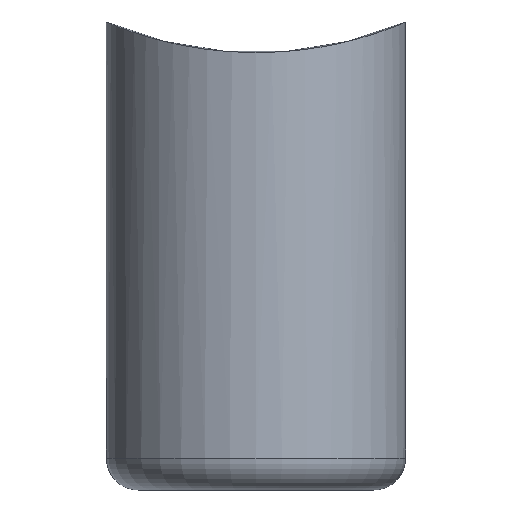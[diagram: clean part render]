
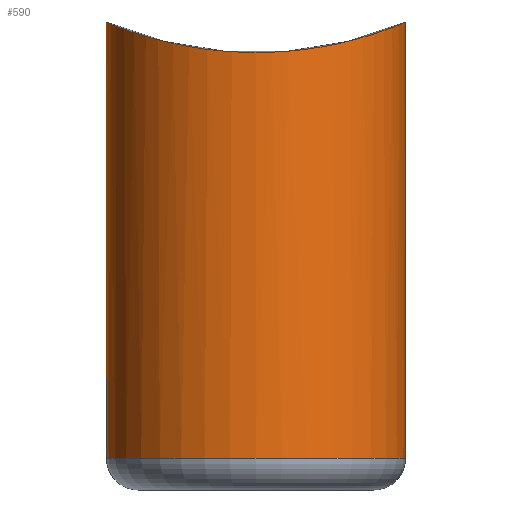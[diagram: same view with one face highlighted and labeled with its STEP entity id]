
A CAD part, front view. The second image highlights one B-rep face of the part: STEP entity #590.
In plain terms, the highlighted cylindrical face has radius 10.16 mm (diameter 20.32 mm), a partial arc.
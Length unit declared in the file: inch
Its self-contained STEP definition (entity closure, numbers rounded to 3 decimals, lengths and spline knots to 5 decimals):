
#18=B_SPLINE_CURVE_WITH_KNOTS('',3,(#944,#945,#946,#947,#948,#949,#950,
#951,#952,#953),.UNSPECIFIED.,.F.,.F.,(4,2,2,2,4),(1.54906,1.93615,
2.32324,2.71068,3.09813),.UNSPECIFIED.);
#19=B_SPLINE_CURVE_WITH_KNOTS('',3,(#954,#955,#956,#957,#958,#959,#960,
#961,#962,#963),.UNSPECIFIED.,.F.,.F.,(4,2,2,2,4),(3.09813,3.48558,
3.87302,4.26011,4.64719),.UNSPECIFIED.);
#29=CYLINDRICAL_SURFACE('',#652,0.4);
#50=CIRCLE('',#648,0.4);
#77=FACE_OUTER_BOUND('',#112,.T.);
#112=EDGE_LOOP('',(#457,#458,#459,#460,#461,#462,#463));
#157=LINE('',#919,#212);
#161=LINE('',#965,#216);
#166=LINE('',#983,#221);
#167=LINE('',#984,#222);
#212=VECTOR('',#728,0.3937);
#216=VECTOR('',#754,0.3937);
#221=VECTOR('',#771,0.3937);
#222=VECTOR('',#772,0.3937);
#259=VERTEX_POINT('',#896);
#268=VERTEX_POINT('',#917);
#269=VERTEX_POINT('',#921);
#275=VERTEX_POINT('',#941);
#276=VERTEX_POINT('',#943);
#281=VERTEX_POINT('',#975);
#282=VERTEX_POINT('',#977);
#327=EDGE_CURVE('',#259,#268,#157,.T.);
#338=EDGE_CURVE('',#276,#275,#18,.T.);
#339=EDGE_CURVE('',#268,#276,#19,.T.);
#340=EDGE_CURVE('',#275,#269,#161,.T.);
#346=EDGE_CURVE('',#281,#282,#50,.T.);
#349=EDGE_CURVE('',#269,#282,#166,.T.);
#350=EDGE_CURVE('',#281,#259,#167,.T.);
#457=ORIENTED_EDGE('',*,*,#346,.F.);
#458=ORIENTED_EDGE('',*,*,#350,.T.);
#459=ORIENTED_EDGE('',*,*,#327,.T.);
#460=ORIENTED_EDGE('',*,*,#339,.T.);
#461=ORIENTED_EDGE('',*,*,#338,.T.);
#462=ORIENTED_EDGE('',*,*,#340,.T.);
#463=ORIENTED_EDGE('',*,*,#349,.T.);
#590=ADVANCED_FACE('',(#77),#29,.T.);
#648=AXIS2_PLACEMENT_3D('',#978,#763,#764);
#652=AXIS2_PLACEMENT_3D('',#986,#774,#775);
#728=DIRECTION('',(0.,0.,1.));
#754=DIRECTION('',(0.,0.,-1.));
#763=DIRECTION('center_axis',(0.,0.,-1.));
#764=DIRECTION('ref_axis',(0.,-1.,0.));
#771=DIRECTION('',(0.,0.,-1.));
#772=DIRECTION('',(0.,0.,1.));
#774=DIRECTION('center_axis',(0.,0.,-1.));
#775=DIRECTION('ref_axis',(-0.707,-0.707,0.));
#896=CARTESIAN_POINT('',(0.4,-1.,-2.0161));
#917=CARTESIAN_POINT('',(0.4,-1.,-0.9383));
#919=CARTESIAN_POINT('',(0.4,-1.,-1.8758));
#921=CARTESIAN_POINT('',(-0.4,-1.,-2.0161));
#941=CARTESIAN_POINT('',(-0.4,-1.,-0.9383));
#943=CARTESIAN_POINT('',(0.,-1.4,-1.02));
#944=CARTESIAN_POINT('Ctrl Pts',(0.,-1.4,-1.02));
#945=CARTESIAN_POINT('Ctrl Pts',(-0.0508,-1.4,-1.02));
#946=CARTESIAN_POINT('Ctrl Pts',(-0.10462,-1.38974,-1.01584));
#947=CARTESIAN_POINT('Ctrl Pts',(-0.20303,-1.34874,-1.00083));
#948=CARTESIAN_POINT('Ctrl Pts',(-0.24765,-1.31804,-0.99016));
#949=CARTESIAN_POINT('Ctrl Pts',(-0.31807,-1.24762,-0.96983));
#950=CARTESIAN_POINT('Ctrl Pts',(-0.34875,-1.20301,-0.95878));
#951=CARTESIAN_POINT('Ctrl Pts',(-0.38973,-1.10465,-0.94287));
#952=CARTESIAN_POINT('Ctrl Pts',(-0.4,-1.05085,-0.9383));
#953=CARTESIAN_POINT('Ctrl Pts',(-0.4,-1.,-0.9383));
#954=CARTESIAN_POINT('Ctrl Pts',(0.4,-1.,-0.9383));
#955=CARTESIAN_POINT('Ctrl Pts',(0.4,-1.05085,-0.9383));
#956=CARTESIAN_POINT('Ctrl Pts',(0.38973,-1.10465,-0.94287));
#957=CARTESIAN_POINT('Ctrl Pts',(0.34875,-1.20301,-0.95878));
#958=CARTESIAN_POINT('Ctrl Pts',(0.31807,-1.24762,-0.96983));
#959=CARTESIAN_POINT('Ctrl Pts',(0.24765,-1.31804,-0.99016));
#960=CARTESIAN_POINT('Ctrl Pts',(0.20303,-1.34874,-1.00083));
#961=CARTESIAN_POINT('Ctrl Pts',(0.10462,-1.38974,-1.01584));
#962=CARTESIAN_POINT('Ctrl Pts',(0.0508,-1.4,-1.02));
#963=CARTESIAN_POINT('Ctrl Pts',(0.,-1.4,-1.02));
#965=CARTESIAN_POINT('',(-0.4,-1.,-1.2508));
#975=CARTESIAN_POINT('',(0.4,-1.,-2.1033));
#977=CARTESIAN_POINT('',(-0.4,-1.,-2.1033));
#978=CARTESIAN_POINT('Origin',(0.,-1.,-2.1033));
#983=CARTESIAN_POINT('',(-0.4,-1.,-1.2508));
#984=CARTESIAN_POINT('',(0.4,-1.,-2.16636));
#986=CARTESIAN_POINT('Origin',(0.,-1.,-1.2508));
